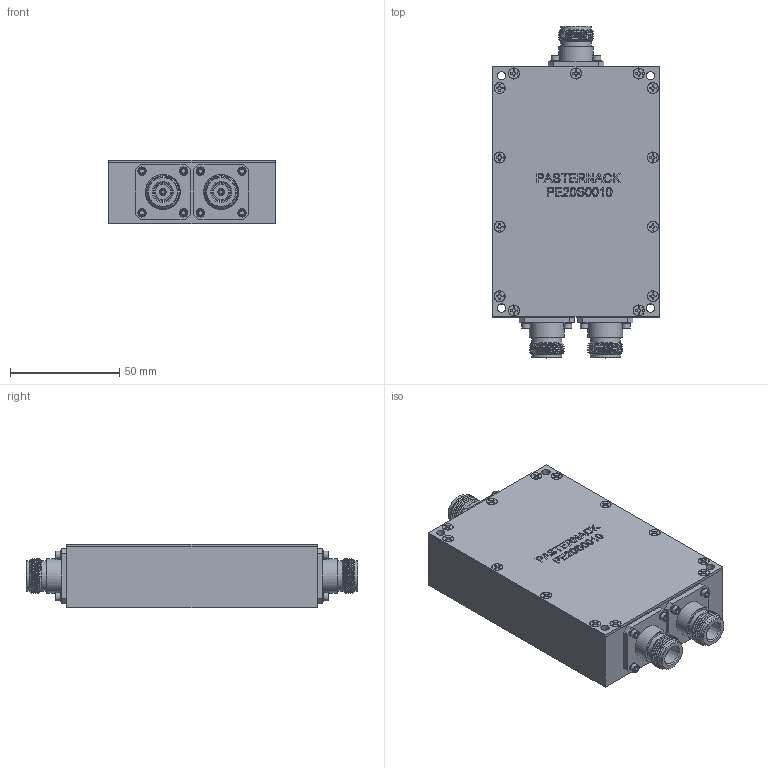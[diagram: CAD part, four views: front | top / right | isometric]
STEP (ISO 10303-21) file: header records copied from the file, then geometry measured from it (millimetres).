
FILE_DESCRIPTION (( 'STEP AP203' ), '1' );
FILE_NAME ('PE20S0010_3D.step', '2020-10-15T18:59:36', ( '' ), ( '' ), 'SwSTEP 2.0', 'SolidWorks 2018', '' );
FILE_SCHEMA (( 'CONFIG_CONTROL_DESIGN' ));
Length unit declared in the file: inch
Products named in the file (1): PE20S0010_3D
Bounding box: 76.2 x 151.7 x 29.21 mm (x, y, z)
Volume: 265085.9 mm3; surface area: 35594.2 mm2
Topology: 1 solids, 1 shells, 1055 faces, 2627 edges, 1701 vertices
Faces by surface type: plane 599, cone 247, bspline 123, cylinder 86
Full cylindrical faces by diameter (mm): 1.524 x3, 3.048 x3, 3.658 x12, 3.81 x4, 3.856 x12, 5.063 x13, 6.985 x3, 13.716 x6, 15.875 x3
Entity records: 41302 total; most frequent: CARTESIAN_POINT 18334, ORIENTED_EDGE 4950, DIRECTION 4041, EDGE_CURVE 2475, VERTEX_POINT 1662, AXIS2_PLACEMENT_3D 1397, EDGE_LOOP 1303, LINE 1247
